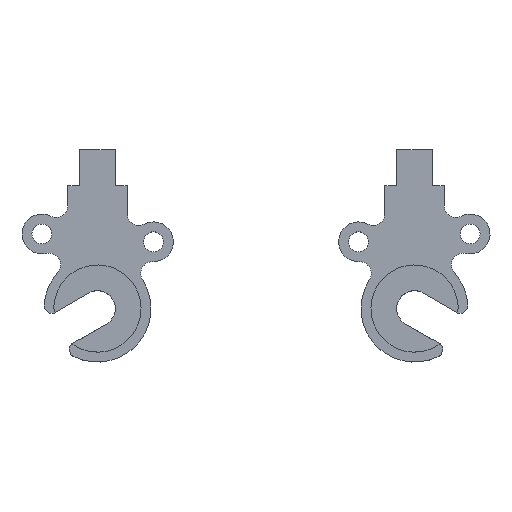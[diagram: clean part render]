
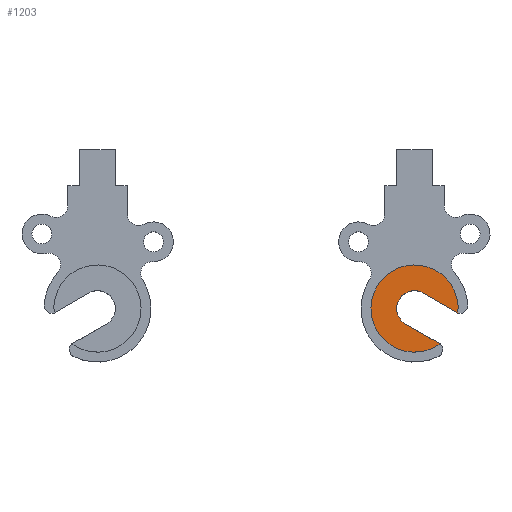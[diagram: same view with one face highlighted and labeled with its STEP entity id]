
A CAD part, top view. The second image highlights one B-rep face of the part: STEP entity #1203.
In plain terms, the highlighted planar face has unit normal (0, 0, 1).
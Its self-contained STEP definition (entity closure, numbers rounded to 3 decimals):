
#44 = CARTESIAN_POINT ( 'NONE',  ( -2.25, -3.897, 6. ) ) ;
#191 = DIRECTION ( 'NONE',  ( -0.866, 0.5, 0. ) ) ;
#192 = CARTESIAN_POINT ( 'NONE',  ( 6.443, -8.916, 6. ) ) ;
#215 = DIRECTION ( 'NONE',  ( 1., 0., 0. ) ) ;
#280 = DIRECTION ( 'NONE',  ( 0., 0., -1. ) ) ;
#283 = CARTESIAN_POINT ( 'NONE',  ( 10.943, -1.122, 6. ) ) ;
#287 = CARTESIAN_POINT ( 'NONE',  ( 0., 0., 6. ) ) ;
#288 = DIRECTION ( 'NONE',  ( 0.866, -0.5, 0. ) ) ;
#317 = CARTESIAN_POINT ( 'NONE',  ( 2.25, 3.897, 6. ) ) ;
#319 = DIRECTION ( 'NONE',  ( 1., 0., 0. ) ) ;
#326 = CARTESIAN_POINT ( 'NONE',  ( 0., 0., 6. ) ) ;
#331 = DIRECTION ( 'NONE',  ( 0., 0., 1. ) ) ;
#361 = CARTESIAN_POINT ( 'NONE',  ( 10.943, -1.122, 6. ) ) ;
#417 = PLANE ( 'NONE',  #1648 ) ;
#425 = CARTESIAN_POINT ( 'NONE',  ( 6.443, -8.916, 6. ) ) ;
#452 = VERTEX_POINT ( 'NONE', #44 ) ;
#595 = CIRCLE ( 'NONE', #1700, 11. ) ;
#599 = VECTOR ( 'NONE', #288, 1000. ) ;
#607 = CIRCLE ( 'NONE', #1763, 4.5 ) ;
#621 = LINE ( 'NONE', #283, #599 ) ;
#787 = EDGE_CURVE ( 'NONE', #1476, #1475, #595, .T. ) ;
#803 = EDGE_CURVE ( 'NONE', #1532, #1476, #621, .T. ) ;
#816 = EDGE_CURVE ( 'NONE', #452, #1532, #607, .T. ) ;
#848 = CARTESIAN_POINT ( 'NONE',  ( 0., 0., 6. ) ) ;
#852 = DIRECTION ( 'NONE',  ( 1., 0., 0. ) ) ;
#862 = DIRECTION ( 'NONE',  ( 0., 0., 1. ) ) ;
#940 = VECTOR ( 'NONE', #191, 1000. ) ;
#990 = FACE_OUTER_BOUND ( 'NONE', #1224, .T. ) ;
#1017 = LINE ( 'NONE', #192, #940 ) ;
#1087 = EDGE_CURVE ( 'NONE', #1475, #452, #1017, .T. ) ;
#1203 = ADVANCED_FACE ( 'NONE', ( #990 ), #417, .T. ) ;
#1224 = EDGE_LOOP ( 'NONE', ( #1469, #1473, #1441, #1552 ) ) ;
#1441 = ORIENTED_EDGE ( 'NONE', *, *, #816, .T. ) ;
#1469 = ORIENTED_EDGE ( 'NONE', *, *, #787, .T. ) ;
#1473 = ORIENTED_EDGE ( 'NONE', *, *, #1087, .T. ) ;
#1475 = VERTEX_POINT ( 'NONE', #425 ) ;
#1476 = VERTEX_POINT ( 'NONE', #361 ) ;
#1532 = VERTEX_POINT ( 'NONE', #317 ) ;
#1552 = ORIENTED_EDGE ( 'NONE', *, *, #803, .T. ) ;
#1648 = AXIS2_PLACEMENT_3D ( 'NONE', #326, #331, #319 ) ;
#1700 = AXIS2_PLACEMENT_3D ( 'NONE', #848, #862, #852 ) ;
#1763 = AXIS2_PLACEMENT_3D ( 'NONE', #287, #280, #215 ) ;
